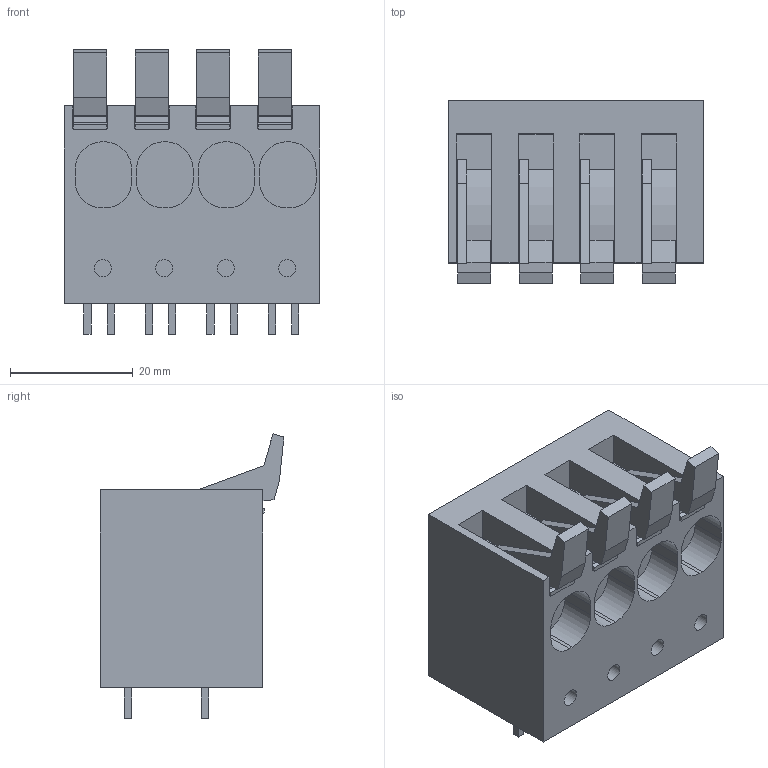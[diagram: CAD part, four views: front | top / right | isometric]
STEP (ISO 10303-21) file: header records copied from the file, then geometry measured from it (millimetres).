
FILE_DESCRIPTION(/* description */ ('STEP AP214'),/* implementation_level */ '2;1');
FILE_NAME(/* name */ '2453710000',/* time_stamp */ '2023-11-27T11:29:19+01:00',/* author */ ('License CC BY-ND 4.0'),/* organization */ ('CADENAS'),/* preprocessor_version */ 'ST-DEVELOPER v19.3',/* originating_system */ 'PARTsolutions',/* authorisation */ ' ');
FILE_SCHEMA (('AUTOMOTIVE_DESIGN {1 0 10303 214 3 1 1}'));
Length unit declared in the file: millimetre
Products named in the file (10): 2453710000; 2453710000_PART9; 2453710000_PART8; 2453710000_PART7; 2453710000_PART6; 2453710000_PART5; 2453710000_PART4; 2453710000_PART3; 2453710000_PART2; 2453710000_PART1
Assembly tree (9 placements, depth 2):
  2453710000
    2453710000_PART9
    2453710000_PART8
    2453710000_PART7
    2453710000_PART6
    2453710000_PART5
    2453710000_PART4
    2453710000_PART3
    2453710000_PART2
    2453710000_PART1
Bounding box: 41.58 x 29.9 x 46.24 mm (x, y, z)
Volume: 30445.8 mm3; surface area: 11333.1 mm2
Topology: 9 solids, 9 shells, 230 faces, 606 edges, 406 vertices
Faces by surface type: plane 190, cylinder 40
Full cylindrical faces by diameter (mm): 2.8 x4
Entity records: 7245 total; most frequent: CARTESIAN_POINT 1240, ORIENTED_EDGE 1196, DIRECTION 1162, EDGE_CURVE 598, LINE 514, VECTOR 514, VERTEX_POINT 402, AXIS2_PLACEMENT_3D 324
